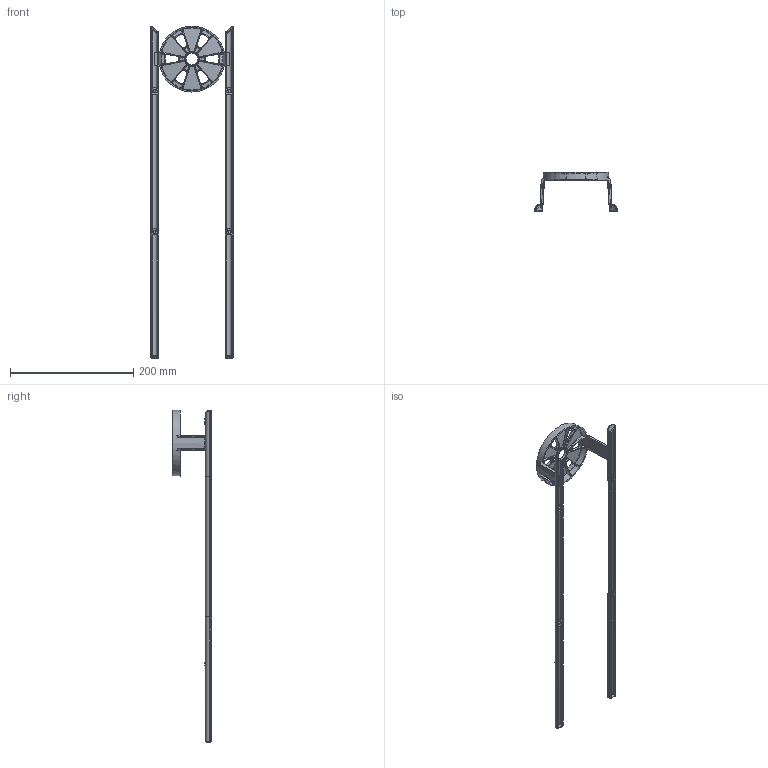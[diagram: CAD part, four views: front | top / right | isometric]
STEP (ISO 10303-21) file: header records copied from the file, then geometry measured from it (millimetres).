
FILE_DESCRIPTION(/* description */ (''),/* implementation_level */ '2;1');
FILE_NAME(/* name */ 'perfect pace v8.step',/* time_stamp */ '2023-08-23T15:14:47-04:00',/* author */ (''),/* organization */ (''),/* preprocessor_version */ 'ST-DEVELOPER v20',/* originating_system */ 'Autodesk Translation Framework v12.9.0.99',/* authorisation */ '');
FILE_SCHEMA (('AUTOMOTIVE_DESIGN { 1 0 10303 214 3 1 1 }'));
Products named in the file (4): perfect pace; green; black; white
Assembly tree (3 placements, depth 2):
  perfect pace
    green
    black
    white
Bounding box: 133.35 x 63.5 x 539.47 mm (x, y, z)
Volume: 90951.7 mm3; surface area: 89671.3 mm2
Topology: 5 solids, 5 shells, 1072 faces, 2547 edges, 1492 vertices
Faces by surface type: bspline 384, plane 234, torus 175, sphere 112, cylinder 111, cone 56
Full cylindrical faces by diameter (mm): 6.35 x4
Entity records: 45102 total; most frequent: CARTESIAN_POINT 22754, ORIENTED_EDGE 5094, DIRECTION 3975, EDGE_CURVE 2547, AXIS2_PLACEMENT_3D 1717, VERTEX_POINT 1492, EDGE_LOOP 1093, FACE_OUTER_BOUND 1072
